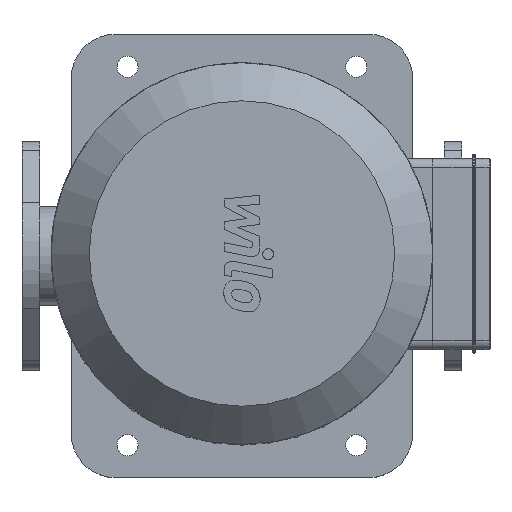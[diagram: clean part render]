
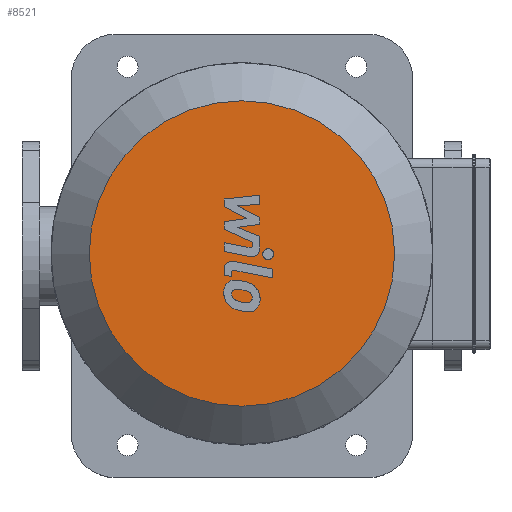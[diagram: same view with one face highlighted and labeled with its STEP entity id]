
A CAD part, top view. The second image highlights one B-rep face of the part: STEP entity #8521.
In plain terms, the highlighted planar face has unit normal (0, 0, 1).
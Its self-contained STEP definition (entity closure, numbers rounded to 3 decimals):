
#1846=PLANE('',#9369);
#2393=FACE_OUTER_BOUND('',#2930,.T.);
#2930=EDGE_LOOP('',(#7455));
#3477=CIRCLE('',#9370,86.8);
#4178=VERTEX_POINT('',#14453);
#5323=EDGE_CURVE('',#4178,#4178,#3477,.T.);
#7455=ORIENTED_EDGE('',*,*,#5323,.F.);
#8521=ADVANCED_FACE('',(#2393),#1846,.T.);
#9369=AXIS2_PLACEMENT_3D('',#14452,#11522,#11523);
#9370=AXIS2_PLACEMENT_3D('',#14454,#11524,#11525);
#11522=DIRECTION('center_axis',(0.,0.,
1.));
#11523=DIRECTION('ref_axis',(0.,-1.,0.));
#11524=DIRECTION('center_axis',(0.,0.,
-1.));
#11525=DIRECTION('ref_axis',(0.,1.,0.));
#14452=CARTESIAN_POINT('Origin',(0.,43.4,
826.));
#14453=CARTESIAN_POINT('',(0.,86.8,826.));
#14454=CARTESIAN_POINT('Origin',(0.,0.,826.));
